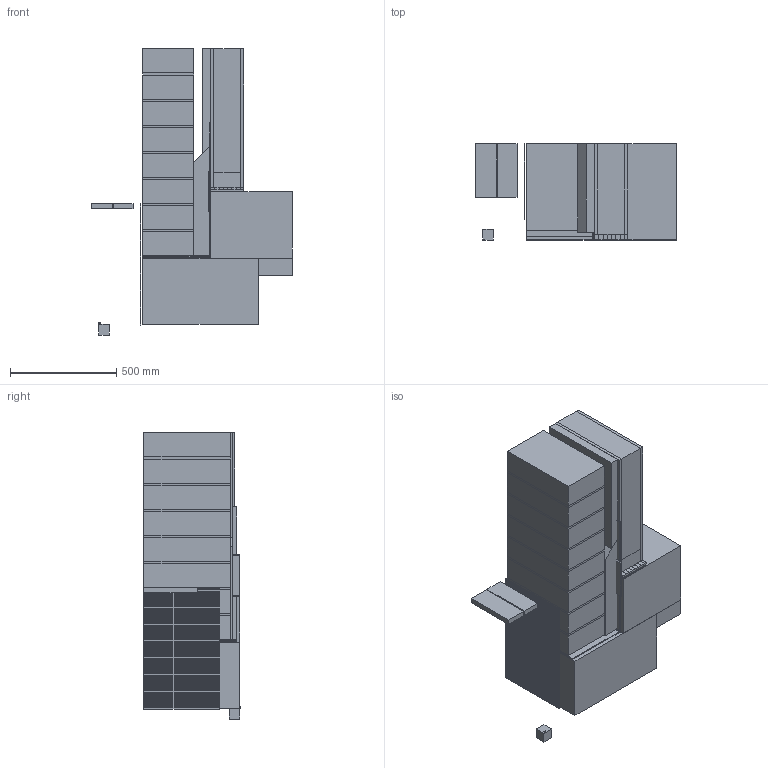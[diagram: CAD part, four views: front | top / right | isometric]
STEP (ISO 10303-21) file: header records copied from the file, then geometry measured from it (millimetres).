
FILE_DESCRIPTION(('STEP AP214'),'1');
FILE_NAME('20.03.26 CAD 2020 - Sockel -Holzrahmenbau -Verblendmauerwerk - nicht unterkellert-mit FLK_Rev.001.STP','2020-03-27T13:17:55',(' '),(' '),'Spatial InterOp 3D',' ',' ');
FILE_SCHEMA(('automotive_design'));
Length unit declared in the file: millimetre
Products named in the file (159): 3D WÜRFEL; Quader; 71
Bounding box: 945 x 452.26 x 1346.5 mm (x, y, z)
Volume: 304627458.7 mm3; surface area: 11730887.7 mm2
Topology: 159 solids, 159 shells, 966 faces, 1944 edges, 1296 vertices
Faces by surface type: plane 962, cylinder 4
Entity records: 35967 total; most frequent: CARTESIAN_POINT 4365, DIRECTION 4202, ORIENTED_EDGE 3888, EDGE_CURVE 1944, LINE 1936, VECTOR 1936, VERTEX_POINT 1296, AXIS2_PLACEMENT_3D 1133
